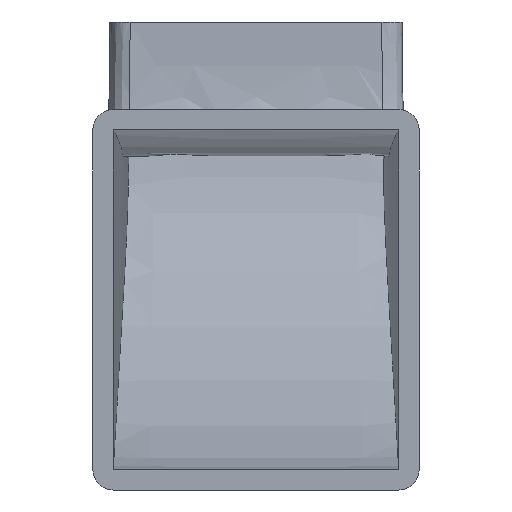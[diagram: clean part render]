
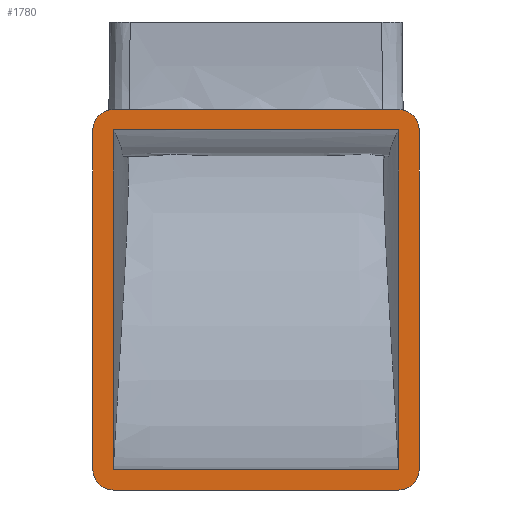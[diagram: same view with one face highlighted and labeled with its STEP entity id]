
A CAD part, top view. The second image highlights one B-rep face of the part: STEP entity #1780.
In plain terms, the highlighted planar face has unit normal (0, 0, 1).
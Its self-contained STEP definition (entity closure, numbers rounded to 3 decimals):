
#28 = VERTEX_POINT ( 'NONE', #2698 ) ;
#40 = AXIS2_PLACEMENT_3D ( 'NONE', #1549, #2619, #3139 ) ;
#56 = DIRECTION ( 'NONE',  ( 0., 0., 1. ) ) ;
#64 = CARTESIAN_POINT ( 'NONE',  ( 5.594, -30.6, 22.5 ) ) ;
#81 = CARTESIAN_POINT ( 'NONE',  ( 9.75, -32., 22.5 ) ) ;
#158 = CARTESIAN_POINT ( 'NONE',  ( -9.75, -15.526, 22.5 ) ) ;
#176 = CARTESIAN_POINT ( 'NONE',  ( -9.75, -23.063, 22.5 ) ) ;
#218 = ORIENTED_EDGE ( 'NONE', *, *, #545, .T. ) ;
#229 = CARTESIAN_POINT ( 'NONE',  ( -9.75, -7.4, 22.5 ) ) ;
#281 = CARTESIAN_POINT ( 'NONE',  ( -11.15, -32., 22.5 ) ) ;
#313 = DIRECTION ( 'NONE',  ( 1., 0., 0. ) ) ;
#326 = ORIENTED_EDGE ( 'NONE', *, *, #3269, .T. ) ;
#345 = ORIENTED_EDGE ( 'NONE', *, *, #904, .T. ) ;
#393 = CARTESIAN_POINT ( 'NONE',  ( 9.75, -7.4, 22.5 ) ) ;
#418 = VERTEX_POINT ( 'NONE', #2760 ) ;
#431 = CARTESIAN_POINT ( 'NONE',  ( 11.15, -7.4, 22.5 ) ) ;
#445 = EDGE_CURVE ( 'NONE', #3274, #2354, #2163, .T. ) ;
#471 = B_SPLINE_CURVE_WITH_KNOTS ( 'NONE', 3,
 ( #922, #640, #2210, #2510, #2227, #2178, #3286, #64, #873, #905 ),
 .UNSPECIFIED., .F., .F.,
 ( 4, 3, 3, 4 ),
 ( 0., 0.007, 0.013, 0.02 ),
 .UNSPECIFIED. ) ;
#478 = CARTESIAN_POINT ( 'NONE',  ( -9.75, -25.575, 22.5 ) ) ;
#538 = VERTEX_POINT ( 'NONE', #2452 ) ;
#545 = EDGE_CURVE ( 'NONE', #2810, #628, #1354, .T. ) ;
#607 = CARTESIAN_POINT ( 'NONE',  ( 11.15, -6., 22.5 ) ) ;
#628 = VERTEX_POINT ( 'NONE', #2708 ) ;
#640 = CARTESIAN_POINT ( 'NONE',  ( -7.406, -30.6, 22.5 ) ) ;
#659 = CARTESIAN_POINT ( 'NONE',  ( 9.75, -20.228, 22.5 ) ) ;
#663 = VECTOR ( 'NONE', #1979, 1000. ) ;
#677 = CARTESIAN_POINT ( 'NONE',  ( 9.75, -23.685, 22.5 ) ) ;
#707 = ORIENTED_EDGE ( 'NONE', *, *, #445, .T. ) ;
#745 = CARTESIAN_POINT ( 'NONE',  ( -9.75, -30.6, 22.5 ) ) ;
#873 = CARTESIAN_POINT ( 'NONE',  ( 7.672, -30.6, 22.5 ) ) ;
#894 = CARTESIAN_POINT ( 'NONE',  ( -9.75, -7.4, 22.5 ) ) ;
#903 = EDGE_CURVE ( 'NONE', #28, #1828, #1148, .T. ) ;
#904 = EDGE_CURVE ( 'NONE', #2354, #1288, #3254, .T. ) ;
#905 = CARTESIAN_POINT ( 'NONE',  ( 9.75, -30.6, 22.5 ) ) ;
#922 = CARTESIAN_POINT ( 'NONE',  ( -9.75, -30.6, 22.5 ) ) ;
#933 = CIRCLE ( 'NONE', #1104, 1.4 ) ;
#985 = CARTESIAN_POINT ( 'NONE',  ( -9.75, -18.038, 22.5 ) ) ;
#1000 = DIRECTION ( 'NONE',  ( 0., 0., 1. ) ) ;
#1005 = CARTESIAN_POINT ( 'NONE',  ( 9.75, -7.4, 22.5 ) ) ;
#1018 = EDGE_CURVE ( 'NONE', #538, #418, #471, .T. ) ;
#1104 = AXIS2_PLACEMENT_3D ( 'NONE', #1406, #2476, #2511 ) ;
#1110 = AXIS2_PLACEMENT_3D ( 'NONE', #2499, #1174, #3294 ) ;
#1137 = CARTESIAN_POINT ( 'NONE',  ( 7.677, -7.4, 22.5 ) ) ;
#1148 = LINE ( 'NONE', #1664, #2896 ) ;
#1153 = CARTESIAN_POINT ( 'NONE',  ( -5.323, -7.4, 22.5 ) ) ;
#1174 = DIRECTION ( 'NONE',  ( 0., 0., 1. ) ) ;
#1218 = CARTESIAN_POINT ( 'NONE',  ( 9.75, -27.143, 22.5 ) ) ;
#1245 = CARTESIAN_POINT ( 'NONE',  ( -9.75, -28.088, 22.5 ) ) ;
#1270 = EDGE_CURVE ( 'NONE', #418, #3095, #2506, .T. ) ;
#1284 = CARTESIAN_POINT ( 'NONE',  ( -9.75, -12.817, 22.5 ) ) ;
#1288 = VERTEX_POINT ( 'NONE', #431 ) ;
#1303 = FACE_OUTER_BOUND ( 'NONE', #1564, .T. ) ;
#1354 = LINE ( 'NONE', #2203, #2446 ) ;
#1364 = CARTESIAN_POINT ( 'NONE',  ( -7.537, -7.4, 22.5 ) ) ;
#1406 = CARTESIAN_POINT ( 'NONE',  ( -9.75, -30.6, 22.5 ) ) ;
#1476 = DIRECTION ( 'NONE',  ( 1., 0., 0. ) ) ;
#1548 = CIRCLE ( 'NONE', #1834, 1.4 ) ;
#1549 = CARTESIAN_POINT ( 'NONE',  ( 9.75, -7.4, 22.5 ) ) ;
#1564 = EDGE_LOOP ( 'NONE', ( #2531, #707, #345, #2633, #2719, #3413, #218, #326 ) ) ;
#1636 = CARTESIAN_POINT ( 'NONE',  ( -0.896, -7.4, 22.5 ) ) ;
#1639 = CARTESIAN_POINT ( 'NONE',  ( -9.75, -7.4, 22.5 ) ) ;
#1640 = DIRECTION ( 'NONE',  ( 0., -1., 0. ) ) ;
#1664 = CARTESIAN_POINT ( 'NONE',  ( -11.15, -6., 22.5 ) ) ;
#1682 = DIRECTION ( 'NONE',  ( -1., 0., 0. ) ) ;
#1718 = CARTESIAN_POINT ( 'NONE',  ( 9.75, -30.6, 22.5 ) ) ;
#1736 = CARTESIAN_POINT ( 'NONE',  ( 9.75, -11.676, 22.5 ) ) ;
#1742 = VERTEX_POINT ( 'NONE', #2666 ) ;
#1768 = ORIENTED_EDGE ( 'NONE', *, *, #1270, .F. ) ;
#1780 = ADVANCED_FACE ( 'NONE', ( #3428, #1303 ), #2567, .T. ) ;
#1790 = ORIENTED_EDGE ( 'NONE', *, *, #2661, .F. ) ;
#1828 = VERTEX_POINT ( 'NONE', #2056 ) ;
#1834 = AXIS2_PLACEMENT_3D ( 'NONE', #1639, #56, #313 ) ;
#1862 = B_SPLINE_CURVE_WITH_KNOTS ( 'NONE', 3,
 ( #2448, #1137, #2705, #2199, #2464, #1636, #3243, #1153, #1364, #894 ),
 .UNSPECIFIED., .F., .F.,
 ( 4, 3, 3, 4 ),
 ( 0., 0.006, 0.013, 0.02 ),
 .UNSPECIFIED. ) ;
#1887 = EDGE_CURVE ( 'NONE', #1972, #3274, #2085, .T. ) ;
#1972 = VERTEX_POINT ( 'NONE', #2186 ) ;
#1979 = DIRECTION ( 'NONE',  ( 0., 1., 0. ) ) ;
#2056 = CARTESIAN_POINT ( 'NONE',  ( -9.75, -6., 22.5 ) ) ;
#2085 = LINE ( 'NONE', #281, #2720 ) ;
#2136 = EDGE_CURVE ( 'NONE', #1828, #2810, #1548, .T. ) ;
#2163 = CIRCLE ( 'NONE', #1110, 1.4 ) ;
#2178 = CARTESIAN_POINT ( 'NONE',  ( 1.437, -30.6, 22.5 ) ) ;
#2186 = CARTESIAN_POINT ( 'NONE',  ( -9.75, -32., 22.5 ) ) ;
#2199 = CARTESIAN_POINT ( 'NONE',  ( 3.53, -7.4, 22.5 ) ) ;
#2203 = CARTESIAN_POINT ( 'NONE',  ( -11.15, -6., 22.5 ) ) ;
#2210 = CARTESIAN_POINT ( 'NONE',  ( -5.063, -30.6, 22.5 ) ) ;
#2227 = CARTESIAN_POINT ( 'NONE',  ( -0.641, -30.6, 22.5 ) ) ;
#2243 = EDGE_CURVE ( 'NONE', #1742, #538, #3442, .T. ) ;
#2270 = EDGE_LOOP ( 'NONE', ( #3075, #3153, #1790, #1768 ) ) ;
#2277 = AXIS2_PLACEMENT_3D ( 'NONE', #3385, #1000, #1476 ) ;
#2301 = CARTESIAN_POINT ( 'NONE',  ( 11.15, -30.6, 22.5 ) ) ;
#2354 = VERTEX_POINT ( 'NONE', #2301 ) ;
#2446 = VECTOR ( 'NONE', #1640, 1000. ) ;
#2448 = CARTESIAN_POINT ( 'NONE',  ( 9.75, -7.4, 22.5 ) ) ;
#2452 = CARTESIAN_POINT ( 'NONE',  ( -9.75, -30.6, 22.5 ) ) ;
#2464 = CARTESIAN_POINT ( 'NONE',  ( 1.317, -7.4, 22.5 ) ) ;
#2476 = DIRECTION ( 'NONE',  ( 0., 0., 1. ) ) ;
#2499 = CARTESIAN_POINT ( 'NONE',  ( 9.75, -30.6, 22.5 ) ) ;
#2506 = B_SPLINE_CURVE_WITH_KNOTS ( 'NONE', 3,
 ( #1718, #1218, #677, #659, #2544, #1736, #393 ),
 .UNSPECIFIED., .F., .F.,
 ( 4, 3, 4 ),
 ( 0., 0.01, 0.023 ),
 .UNSPECIFIED. ) ;
#2510 = CARTESIAN_POINT ( 'NONE',  ( -2.719, -30.6, 22.5 ) ) ;
#2511 = DIRECTION ( 'NONE',  ( 1., 0., 0. ) ) ;
#2531 = ORIENTED_EDGE ( 'NONE', *, *, #1887, .T. ) ;
#2544 = CARTESIAN_POINT ( 'NONE',  ( 9.75, -15.952, 22.5 ) ) ;
#2567 = PLANE ( 'NONE',  #2277 ) ;
#2590 = CARTESIAN_POINT ( 'NONE',  ( -11.15, -7.4, 22.5 ) ) ;
#2607 = CARTESIAN_POINT ( 'NONE',  ( -9.75, -10.109, 22.5 ) ) ;
#2612 = CIRCLE ( 'NONE', #40, 1.4 ) ;
#2619 = DIRECTION ( 'NONE',  ( 0., 0., 1. ) ) ;
#2633 = ORIENTED_EDGE ( 'NONE', *, *, #3431, .T. ) ;
#2661 = EDGE_CURVE ( 'NONE', #3095, #1742, #1862, .T. ) ;
#2666 = CARTESIAN_POINT ( 'NONE',  ( -9.75, -7.4, 22.5 ) ) ;
#2698 = CARTESIAN_POINT ( 'NONE',  ( 9.75, -6., 22.5 ) ) ;
#2705 = CARTESIAN_POINT ( 'NONE',  ( 5.604, -7.4, 22.5 ) ) ;
#2708 = CARTESIAN_POINT ( 'NONE',  ( -11.15, -30.6, 22.5 ) ) ;
#2719 = ORIENTED_EDGE ( 'NONE', *, *, #903, .T. ) ;
#2720 = VECTOR ( 'NONE', #3154, 1000. ) ;
#2760 = CARTESIAN_POINT ( 'NONE',  ( 9.75, -30.6, 22.5 ) ) ;
#2810 = VERTEX_POINT ( 'NONE', #2590 ) ;
#2868 = CARTESIAN_POINT ( 'NONE',  ( -9.75, -20.551, 22.5 ) ) ;
#2896 = VECTOR ( 'NONE', #1682, 1000. ) ;
#3075 = ORIENTED_EDGE ( 'NONE', *, *, #1018, .F. ) ;
#3095 = VERTEX_POINT ( 'NONE', #1005 ) ;
#3139 = DIRECTION ( 'NONE',  ( 1., 0., 0. ) ) ;
#3153 = ORIENTED_EDGE ( 'NONE', *, *, #2243, .F. ) ;
#3154 = DIRECTION ( 'NONE',  ( 1., 0., 0. ) ) ;
#3243 = CARTESIAN_POINT ( 'NONE',  ( -3.11, -7.4, 22.5 ) ) ;
#3254 = LINE ( 'NONE', #607, #663 ) ;
#3269 = EDGE_CURVE ( 'NONE', #628, #1972, #933, .T. ) ;
#3274 = VERTEX_POINT ( 'NONE', #81 ) ;
#3286 = CARTESIAN_POINT ( 'NONE',  ( 3.515, -30.6, 22.5 ) ) ;
#3294 = DIRECTION ( 'NONE',  ( 1., 0., 0. ) ) ;
#3385 = CARTESIAN_POINT ( 'NONE',  ( 0., 0., 22.5 ) ) ;
#3413 = ORIENTED_EDGE ( 'NONE', *, *, #2136, .T. ) ;
#3428 = FACE_BOUND ( 'NONE', #2270, .T. ) ;
#3431 = EDGE_CURVE ( 'NONE', #1288, #28, #2612, .T. ) ;
#3442 = B_SPLINE_CURVE_WITH_KNOTS ( 'NONE', 3,
 ( #229, #2607, #1284, #158, #985, #2868, #176, #478, #1245, #745 ),
 .UNSPECIFIED., .F., .F.,
 ( 4, 3, 3, 4 ),
 ( 0., 0.008, 0.016, 0.023 ),
 .UNSPECIFIED. ) ;
